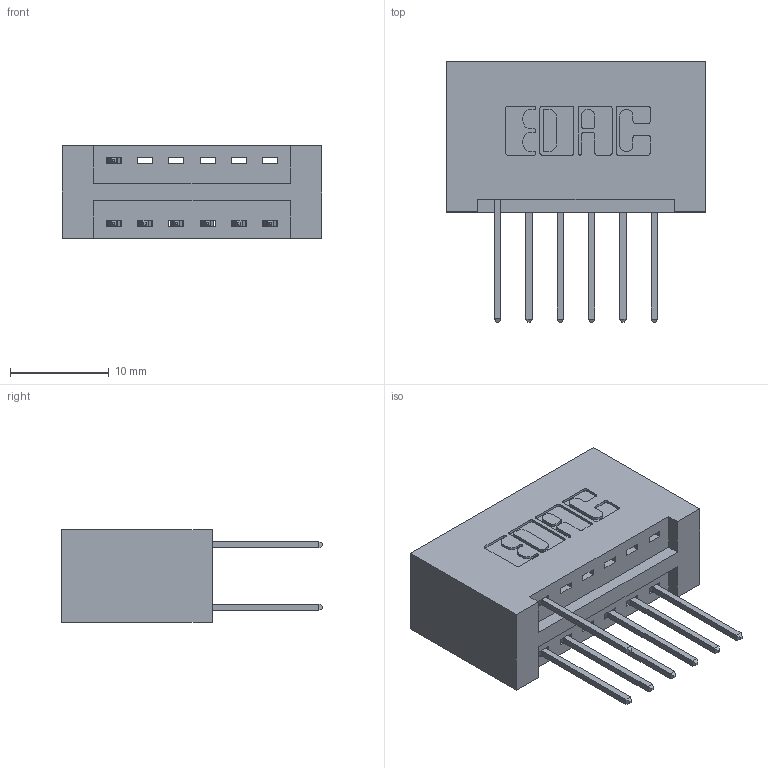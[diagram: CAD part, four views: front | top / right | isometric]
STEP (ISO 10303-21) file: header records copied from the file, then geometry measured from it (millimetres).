
FILE_DESCRIPTION (( 'STEP AP203' ), '1' );
FILE_NAME ('346-012-522-201.STEP', '2018-08-19T22:04:19', ( '' ), ( '' ), 'SwSTEP 2.0', 'SolidWorks 2016', '' );
FILE_SCHEMA (( 'CONFIG_CONTROL_DESIGN' ));
Length unit declared in the file: inch
Products named in the file (3): 346 Part_No Mounting Lugs; 345-292-001_345-293-122; 346-012-522-201
Assembly tree (8 placements, depth 2):
  346-012-522-201
    346 Part_No Mounting Lugs
    345-292-001_345-293-122  x7
Bounding box: 26.29 x 26.42 x 9.4 mm (x, y, z)
Volume: 2830.1 mm3; surface area: 3311.2 mm2
Topology: 8 solids, 8 shells, 508 faces, 1495 edges, 986 vertices
Faces by surface type: plane 342, cylinder 166
Entity records: 8343 total; most frequent: CARTESIAN_POINT 1443, ORIENTED_EDGE 1382, DIRECTION 1313, EDGE_CURVE 691, LINE 543, VECTOR 543, VERTEX_POINT 458, AXIS2_PLACEMENT_3D 385
